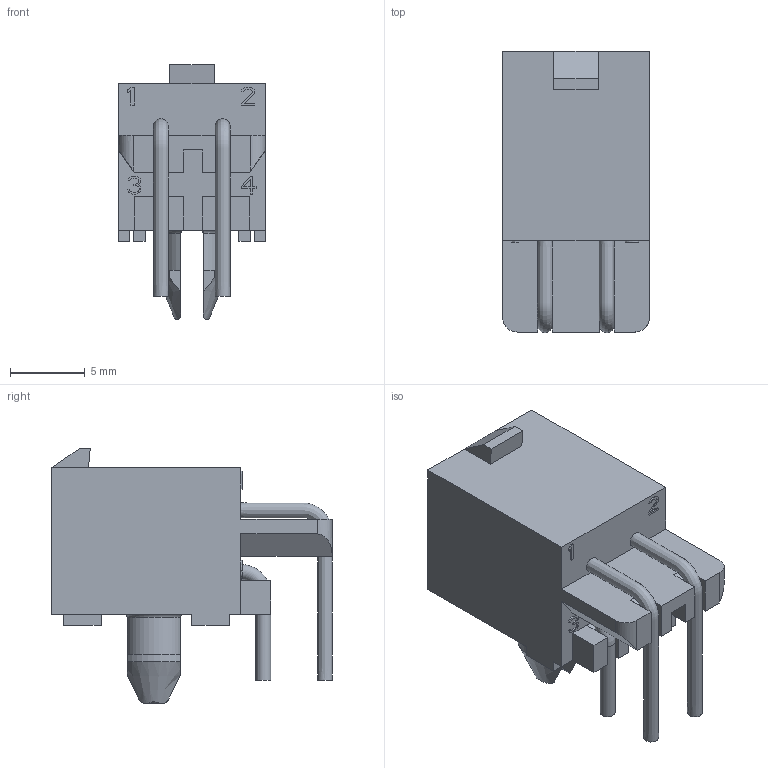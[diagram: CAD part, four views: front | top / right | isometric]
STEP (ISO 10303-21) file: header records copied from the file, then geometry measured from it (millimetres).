
FILE_DESCRIPTION(/* description */ (''),/* implementation_level */ '2;1');
FILE_NAME(/* name */ 'TYCO_1-770968-0.stp',/* time_stamp */ '2016-07-20T16:07:28+02:00',/* author */ ('riccim'),/* organization */ ('SolidWorks'),/* preprocessor_version */ 'ST-DEVELOPER v15.5',/* originating_system */ 'AutoCAD Mechanical',/* authorisation */ ' ');
FILE_SCHEMA (('AUTOMOTIVE_DESIGN { 1 0 10303 214 3 1 1 }'));
Length unit declared in the file: millimetre
Products named in the file (1): Product
Bounding box: 9.86 x 18.84 x 17.09 mm (x, y, z)
Volume: 964.7 mm3; surface area: 1990.4 mm2
Topology: 9 solids, 9 shells, 346 faces, 937 edges, 622 vertices
Faces by surface type: plane 282, cylinder 46, torus 8, bspline 8, cone 2
Full cylindrical faces by diameter (mm): 1.001 x8
Entity records: 14595 total; most frequent: CARTESIAN_POINT 5823, ORIENTED_EDGE 1854, DIRECTION 1703, EDGE_CURVE 927, LINE 789, VECTOR 789, VERTEX_POINT 622, AXIS2_PLACEMENT_3D 457
